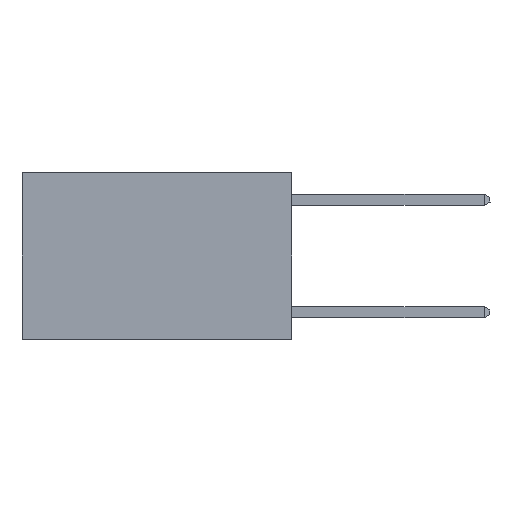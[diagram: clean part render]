
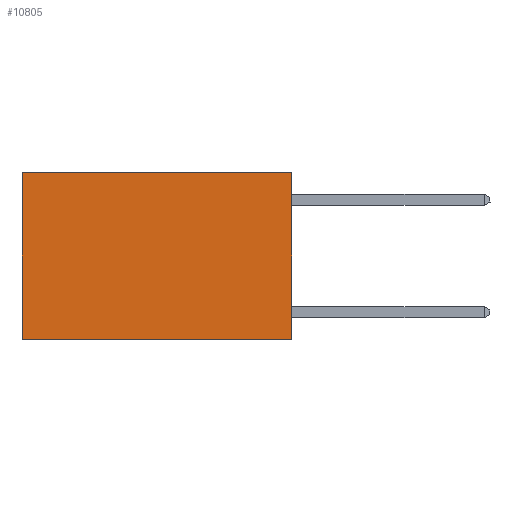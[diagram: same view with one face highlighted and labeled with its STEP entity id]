
A CAD part, left-side view. The second image highlights one B-rep face of the part: STEP entity #10805.
In plain terms, the highlighted planar face has unit normal (-1, 0, 0).
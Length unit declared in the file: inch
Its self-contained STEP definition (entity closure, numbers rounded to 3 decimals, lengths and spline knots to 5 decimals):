
#3156 = VERTEX_POINT ( 'NONE', #24940 ) ;
#5450 = CARTESIAN_POINT ( 'NONE',  ( 0.2625, 0., 0. ) ) ;
#5513 = CARTESIAN_POINT ( 'NONE',  ( 0.2625, 0., 0. ) ) ;
#5908 = VERTEX_POINT ( 'NONE', #24717 ) ;
#5943 = DIRECTION ( 'NONE',  ( 0., 0., -1. ) ) ;
#7015 = ORIENTED_EDGE ( 'NONE', *, *, #10839, .F. ) ;
#7844 = PLANE ( 'NONE',  #26952 ) ;
#9314 = DIRECTION ( 'NONE',  ( 0., 1., 0. ) ) ;
#10805 = ADVANCED_FACE ( 'NONE', ( #12777 ), #7844, .F. ) ;
#10839 = EDGE_CURVE ( 'NONE', #5908, #22710, #24791, .T. ) ;
#11029 = EDGE_LOOP ( 'NONE', ( #11686, #7015, #21881, #26446 ) ) ;
#11082 = VECTOR ( 'NONE', #27105, 39.37008 ) ;
#11686 = ORIENTED_EDGE ( 'NONE', *, *, #21660, .T. ) ;
#12777 = FACE_OUTER_BOUND ( 'NONE', #11029, .T. ) ;
#12855 = DIRECTION ( 'NONE',  ( 1., 0., 0. ) ) ;
#13209 = CARTESIAN_POINT ( 'NONE',  ( 0.2625, 0., 0. ) ) ;
#13734 = VERTEX_POINT ( 'NONE', #24310 ) ;
#14806 = LINE ( 'NONE', #24610, #27261 ) ;
#16366 = CARTESIAN_POINT ( 'NONE',  ( 0.2625, 0., -0.37 ) ) ;
#16705 = LINE ( 'NONE', #5513, #11082 ) ;
#18663 = EDGE_CURVE ( 'NONE', #3156, #13734, #16705, .T. ) ;
#19147 = LINE ( 'NONE', #13209, #23674 ) ;
#19632 = DIRECTION ( 'NONE',  ( 0., 0., -1. ) ) ;
#21660 = EDGE_CURVE ( 'NONE', #13734, #22710, #14806, .T. ) ;
#21881 = ORIENTED_EDGE ( 'NONE', *, *, #25729, .F. ) ;
#22541 = CARTESIAN_POINT ( 'NONE',  ( 0.2625, 0.6, -0.37 ) ) ;
#22710 = VERTEX_POINT ( 'NONE', #22541 ) ;
#23674 = VECTOR ( 'NONE', #5943, 39.37008 ) ;
#24310 = CARTESIAN_POINT ( 'NONE',  ( 0.2625, 0.6, 0. ) ) ;
#24610 = CARTESIAN_POINT ( 'NONE',  ( 0.2625, 0.6, 0. ) ) ;
#24717 = CARTESIAN_POINT ( 'NONE',  ( 0.2625, 0., -0.37 ) ) ;
#24791 = LINE ( 'NONE', #16366, #30458 ) ;
#24940 = CARTESIAN_POINT ( 'NONE',  ( 0.2625, 0., 0. ) ) ;
#25729 = EDGE_CURVE ( 'NONE', #3156, #5908, #19147, .T. ) ;
#26446 = ORIENTED_EDGE ( 'NONE', *, *, #18663, .T. ) ;
#26952 = AXIS2_PLACEMENT_3D ( 'NONE', #5450, #12855, #19632 ) ;
#27105 = DIRECTION ( 'NONE',  ( 0., 1., 0. ) ) ;
#27261 = VECTOR ( 'NONE', #30588, 39.37008 ) ;
#30458 = VECTOR ( 'NONE', #9314, 39.37008 ) ;
#30588 = DIRECTION ( 'NONE',  ( 0., 0., -1. ) ) ;
